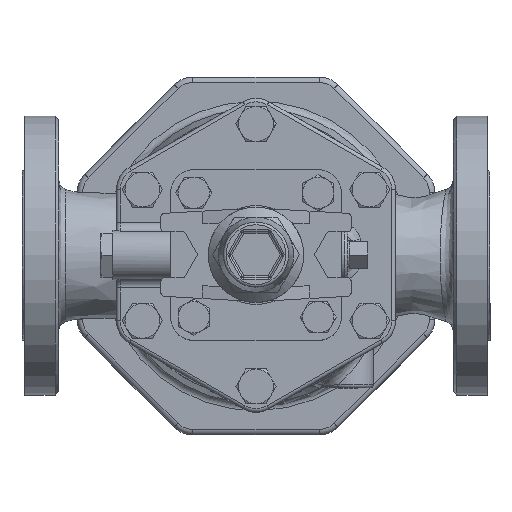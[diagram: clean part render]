
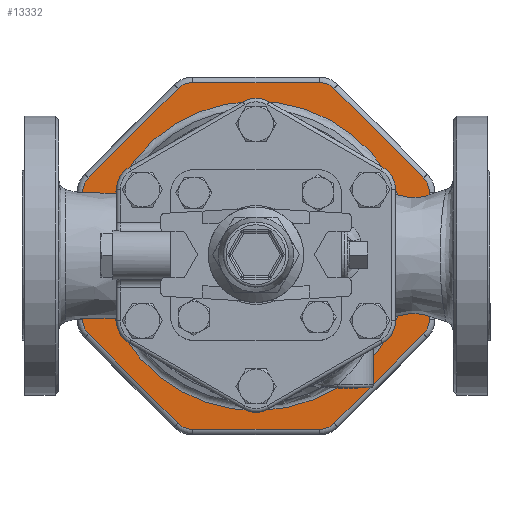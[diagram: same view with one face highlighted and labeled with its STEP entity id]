
A CAD part, top view. The second image highlights one B-rep face of the part: STEP entity #13332.
In plain terms, the highlighted planar face has unit normal (0, 0, 1).
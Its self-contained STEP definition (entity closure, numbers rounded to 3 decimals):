
#1146=FACE_BOUND('',#3023,.T.);
#1363=CIRCLE('',#14262,11.351);
#1364=CIRCLE('',#14263,11.351);
#1365=CIRCLE('',#14264,11.351);
#1366=CIRCLE('',#14265,11.351);
#1367=CIRCLE('',#14266,11.351);
#1368=CIRCLE('',#14267,11.351);
#1369=CIRCLE('',#14268,11.351);
#1370=CIRCLE('',#14269,11.351);
#1371=CIRCLE('',#14270,84.279);
#2105=FACE_OUTER_BOUND('',#3022,.T.);
#3022=EDGE_LOOP('',(#8952,#8953,#8954,#8955,#8956,#8957,#8958,#8959,#8960,
#8961,#8962,#8963,#8964,#8965,#8966,#8967));
#3023=EDGE_LOOP('',(#8968));
#4129=LINE('',#19656,#4865);
#4130=LINE('',#19660,#4866);
#4131=LINE('',#19664,#4867);
#4132=LINE('',#19668,#4868);
#4133=LINE('',#19672,#4869);
#4134=LINE('',#19676,#4870);
#4135=LINE('',#19680,#4871);
#4136=LINE('',#19684,#4872);
#4865=VECTOR('',#15846,68.883);
#4866=VECTOR('',#15849,68.883);
#4867=VECTOR('',#15852,68.883);
#4868=VECTOR('',#15855,68.883);
#4869=VECTOR('',#15858,68.883);
#4870=VECTOR('',#15861,68.883);
#4871=VECTOR('',#15864,68.883);
#4872=VECTOR('',#15867,68.883);
#5613=VERTEX_POINT('',#19654);
#5614=VERTEX_POINT('',#19655);
#5615=VERTEX_POINT('',#19657);
#5616=VERTEX_POINT('',#19659);
#5617=VERTEX_POINT('',#19661);
#5618=VERTEX_POINT('',#19663);
#5619=VERTEX_POINT('',#19665);
#5620=VERTEX_POINT('',#19667);
#5621=VERTEX_POINT('',#19669);
#5622=VERTEX_POINT('',#19671);
#5623=VERTEX_POINT('',#19673);
#5624=VERTEX_POINT('',#19675);
#5625=VERTEX_POINT('',#19677);
#5626=VERTEX_POINT('',#19679);
#5627=VERTEX_POINT('',#19681);
#5628=VERTEX_POINT('',#19683);
#5629=VERTEX_POINT('',#19686);
#6907=EDGE_CURVE('',#5613,#5614,#4129,.T.);
#6908=EDGE_CURVE('',#5615,#5613,#1363,.T.);
#6909=EDGE_CURVE('',#5616,#5615,#4130,.T.);
#6910=EDGE_CURVE('',#5617,#5616,#1364,.T.);
#6911=EDGE_CURVE('',#5618,#5617,#4131,.T.);
#6912=EDGE_CURVE('',#5619,#5618,#1365,.T.);
#6913=EDGE_CURVE('',#5620,#5619,#4132,.T.);
#6914=EDGE_CURVE('',#5621,#5620,#1366,.T.);
#6915=EDGE_CURVE('',#5622,#5621,#4133,.T.);
#6916=EDGE_CURVE('',#5623,#5622,#1367,.T.);
#6917=EDGE_CURVE('',#5624,#5623,#4134,.T.);
#6918=EDGE_CURVE('',#5625,#5624,#1368,.T.);
#6919=EDGE_CURVE('',#5626,#5625,#4135,.T.);
#6920=EDGE_CURVE('',#5627,#5626,#1369,.T.);
#6921=EDGE_CURVE('',#5628,#5627,#4136,.T.);
#6922=EDGE_CURVE('',#5614,#5628,#1370,.T.);
#6923=EDGE_CURVE('',#5629,#5629,#1371,.T.);
#8952=ORIENTED_EDGE('',*,*,#6907,.F.);
#8953=ORIENTED_EDGE('',*,*,#6908,.F.);
#8954=ORIENTED_EDGE('',*,*,#6909,.F.);
#8955=ORIENTED_EDGE('',*,*,#6910,.F.);
#8956=ORIENTED_EDGE('',*,*,#6911,.F.);
#8957=ORIENTED_EDGE('',*,*,#6912,.F.);
#8958=ORIENTED_EDGE('',*,*,#6913,.F.);
#8959=ORIENTED_EDGE('',*,*,#6914,.F.);
#8960=ORIENTED_EDGE('',*,*,#6915,.F.);
#8961=ORIENTED_EDGE('',*,*,#6916,.F.);
#8962=ORIENTED_EDGE('',*,*,#6917,.F.);
#8963=ORIENTED_EDGE('',*,*,#6918,.F.);
#8964=ORIENTED_EDGE('',*,*,#6919,.F.);
#8965=ORIENTED_EDGE('',*,*,#6920,.F.);
#8966=ORIENTED_EDGE('',*,*,#6921,.F.);
#8967=ORIENTED_EDGE('',*,*,#6922,.F.);
#8968=ORIENTED_EDGE('',*,*,#6923,.F.);
#12981=PLANE('',#14261);
#13332=ADVANCED_FACE('',(#2105,#1146),#12981,.T.);
#14261=AXIS2_PLACEMENT_3D('',#19653,#15844,#15845);
#14262=AXIS2_PLACEMENT_3D('',#19658,#15847,#15848);
#14263=AXIS2_PLACEMENT_3D('',#19662,#15850,#15851);
#14264=AXIS2_PLACEMENT_3D('',#19666,#15853,#15854);
#14265=AXIS2_PLACEMENT_3D('',#19670,#15856,#15857);
#14266=AXIS2_PLACEMENT_3D('',#19674,#15859,#15860);
#14267=AXIS2_PLACEMENT_3D('',#19678,#15862,#15863);
#14268=AXIS2_PLACEMENT_3D('',#19682,#15865,#15866);
#14269=AXIS2_PLACEMENT_3D('',#19685,#15868,#15869);
#14270=AXIS2_PLACEMENT_3D('',#19687,#15870,#15871);
#15844=DIRECTION('center_axis',(0.,0.,1.));
#15845=DIRECTION('ref_axis',(1.,0.,0.));
#15846=DIRECTION('',(0.,-1.,0.));
#15847=DIRECTION('center_axis',(0.,0.,-1.));
#15848=DIRECTION('ref_axis',(0.924,0.383,0.));
#15849=DIRECTION('',(0.707,-0.707,0.));
#15850=DIRECTION('center_axis',(0.,0.,-1.));
#15851=DIRECTION('ref_axis',(0.383,0.924,0.));
#15852=DIRECTION('',(1.,0.,0.));
#15853=DIRECTION('center_axis',(0.,0.,-1.));
#15854=DIRECTION('ref_axis',(-0.383,0.924,0.));
#15855=DIRECTION('',(0.707,0.707,0.));
#15856=DIRECTION('center_axis',(0.,0.,-1.));
#15857=DIRECTION('ref_axis',(-0.924,0.383,0.));
#15858=DIRECTION('',(0.,1.,0.));
#15859=DIRECTION('center_axis',(0.,0.,-1.));
#15860=DIRECTION('ref_axis',(-0.924,-0.383,0.));
#15861=DIRECTION('',(-0.707,0.707,0.));
#15862=DIRECTION('center_axis',(0.,0.,-1.));
#15863=DIRECTION('ref_axis',(-0.383,-0.924,0.));
#15864=DIRECTION('',(-1.,0.,0.));
#15865=DIRECTION('center_axis',(0.,0.,-1.));
#15866=DIRECTION('ref_axis',(0.383,-0.924,0.));
#15867=DIRECTION('',(-0.707,-0.707,0.));
#15868=DIRECTION('center_axis',(0.,0.,-1.));
#15869=DIRECTION('ref_axis',(0.924,-0.383,0.));
#15870=DIRECTION('center_axis',(0.,0.,1.));
#15871=DIRECTION('ref_axis',(-1.,0.,0.));
#19653=CARTESIAN_POINT('Origin',(0.,0.,21.));
#19654=CARTESIAN_POINT('',(94.5,34.442,21.));
#19655=CARTESIAN_POINT('',(94.5,-34.442,21.));
#19656=CARTESIAN_POINT('',(94.5,-20.193,21.));
#19657=CARTESIAN_POINT('',(91.175,42.468,21.));
#19658=CARTESIAN_POINT('Origin',(83.149,34.442,21.));
#19659=CARTESIAN_POINT('',(42.468,91.175,21.));
#19660=CARTESIAN_POINT('',(81.1,52.543,21.));
#19661=CARTESIAN_POINT('',(34.442,94.5,21.));
#19662=CARTESIAN_POINT('Origin',(34.442,83.149,21.));
#19663=CARTESIAN_POINT('',(-34.442,94.5,21.));
#19664=CARTESIAN_POINT('',(20.193,94.5,21.));
#19665=CARTESIAN_POINT('',(-42.468,91.175,21.));
#19666=CARTESIAN_POINT('Origin',(-34.442,83.149,21.));
#19667=CARTESIAN_POINT('',(-91.175,42.468,21.));
#19668=CARTESIAN_POINT('',(-52.543,81.1,21.));
#19669=CARTESIAN_POINT('',(-94.5,34.442,21.));
#19670=CARTESIAN_POINT('Origin',(-83.149,34.442,21.));
#19671=CARTESIAN_POINT('',(-94.5,-34.442,21.));
#19672=CARTESIAN_POINT('',(-94.5,20.193,21.));
#19673=CARTESIAN_POINT('',(-91.175,-42.468,21.));
#19674=CARTESIAN_POINT('Origin',(-83.149,-34.442,21.));
#19675=CARTESIAN_POINT('',(-42.468,-91.175,21.));
#19676=CARTESIAN_POINT('',(-81.1,-52.543,21.));
#19677=CARTESIAN_POINT('',(-34.442,-94.5,21.));
#19678=CARTESIAN_POINT('Origin',(-34.442,-83.149,21.));
#19679=CARTESIAN_POINT('',(34.442,-94.5,21.));
#19680=CARTESIAN_POINT('',(-20.193,-94.5,21.));
#19681=CARTESIAN_POINT('',(42.468,-91.175,21.));
#19682=CARTESIAN_POINT('Origin',(34.442,-83.149,21.));
#19683=CARTESIAN_POINT('',(91.175,-42.468,21.));
#19684=CARTESIAN_POINT('',(52.543,-81.1,21.));
#19685=CARTESIAN_POINT('Origin',(83.149,-34.442,21.));
#19686=CARTESIAN_POINT('',(-78.517,-30.628,21.));
#19687=CARTESIAN_POINT('Origin',(0.,0.,21.));
